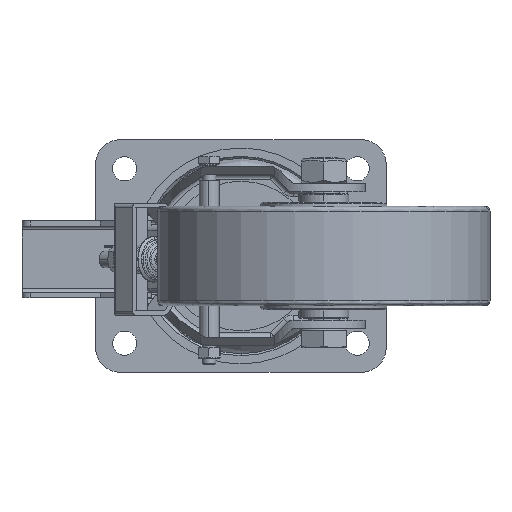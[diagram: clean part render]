
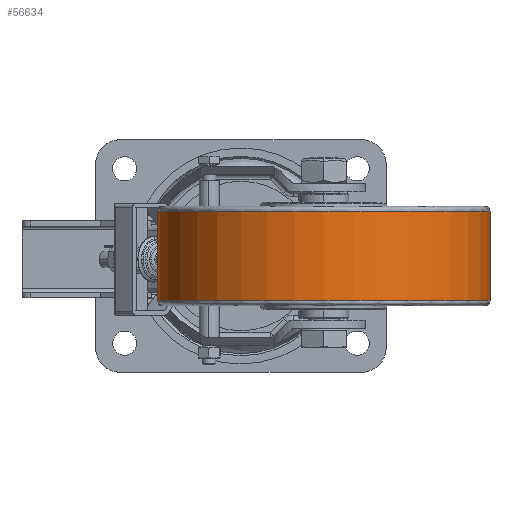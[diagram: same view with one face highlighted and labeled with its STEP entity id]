
A CAD part, front view. The second image highlights one B-rep face of the part: STEP entity #56634.
In plain terms, the highlighted cylindrical face has radius 100 mm (diameter 200 mm), a partial arc.
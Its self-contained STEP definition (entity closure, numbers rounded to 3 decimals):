
#6728 = DIRECTION ( 'NONE',  ( 0., 0., -1. ) ) ;
#6900 = VECTOR ( 'NONE', #58222, 1000. ) ;
#8092 = VECTOR ( 'NONE', #80249, 1000. ) ;
#8706 = AXIS2_PLACEMENT_3D ( 'NONE', #51696, #52633, #14541 ) ;
#14128 = VERTEX_POINT ( 'NONE', #84018 ) ;
#14246 = VERTEX_POINT ( 'NONE', #51939 ) ;
#14541 = DIRECTION ( 'NONE',  ( 1., 0., 0. ) ) ;
#15273 = FACE_OUTER_BOUND ( 'NONE', #46885, .T. ) ;
#16526 = EDGE_CURVE ( 'NONE', #14128, #16743, #43737, .T. ) ;
#16714 = ORIENTED_EDGE ( 'NONE', *, *, #16526, .T. ) ;
#16743 = VERTEX_POINT ( 'NONE', #88236 ) ;
#18169 = EDGE_CURVE ( 'NONE', #14246, #42247, #67619, .T. ) ;
#22455 = CARTESIAN_POINT ( 'NONE',  ( 49.947, -133.5, -0.002 ) ) ;
#26236 = ORIENTED_EDGE ( 'NONE', *, *, #66025, .F. ) ;
#31617 = CARTESIAN_POINT ( 'NONE',  ( 149.947, -133.5, -27.002 ) ) ;
#42247 = VERTEX_POINT ( 'NONE', #31617 ) ;
#43737 = CIRCLE ( 'NONE', #8706, 100. ) ;
#45589 = AXIS2_PLACEMENT_3D ( 'NONE', #22455, #6728, #86860 ) ;
#46885 = EDGE_LOOP ( 'NONE', ( #16714, #51828, #70689, #26236 ) ) ;
#48324 = LINE ( 'NONE', #77370, #6900 ) ;
#49445 = CARTESIAN_POINT ( 'NONE',  ( 49.947, -133.5, -27.002 ) ) ;
#50877 = AXIS2_PLACEMENT_3D ( 'NONE', #49445, #78486, #93339 ) ;
#51696 = CARTESIAN_POINT ( 'NONE',  ( 49.947, -133.5, 26.998 ) ) ;
#51828 = ORIENTED_EDGE ( 'NONE', *, *, #62722, .T. ) ;
#51939 = CARTESIAN_POINT ( 'NONE',  ( -50.053, -133.5, -27.002 ) ) ;
#52633 = DIRECTION ( 'NONE',  ( 0., 0., -1. ) ) ;
#56634 = ADVANCED_FACE ( 'NONE', ( #15273 ), #87807, .T. ) ;
#58222 = DIRECTION ( 'NONE',  ( 0., 0., -1. ) ) ;
#58302 = CARTESIAN_POINT ( 'NONE',  ( -50.053, -133.5, -0.002 ) ) ;
#62722 = EDGE_CURVE ( 'NONE', #16743, #14246, #81192, .T. ) ;
#66025 = EDGE_CURVE ( 'NONE', #14128, #42247, #48324, .T. ) ;
#67619 = CIRCLE ( 'NONE', #50877, 100. ) ;
#70689 = ORIENTED_EDGE ( 'NONE', *, *, #18169, .T. ) ;
#77370 = CARTESIAN_POINT ( 'NONE',  ( 149.947, -133.5, -0.002 ) ) ;
#78486 = DIRECTION ( 'NONE',  ( 0., 0., 1. ) ) ;
#80249 = DIRECTION ( 'NONE',  ( 0., 0., -1. ) ) ;
#81192 = LINE ( 'NONE', #58302, #8092 ) ;
#84018 = CARTESIAN_POINT ( 'NONE',  ( 149.947, -133.5, 26.998 ) ) ;
#86860 = DIRECTION ( 'NONE',  ( 1., 0., 0. ) ) ;
#87807 = CYLINDRICAL_SURFACE ( 'NONE', #45589, 100. ) ;
#88236 = CARTESIAN_POINT ( 'NONE',  ( -50.053, -133.5, 26.998 ) ) ;
#93339 = DIRECTION ( 'NONE',  ( 1., 0., 0. ) ) ;
